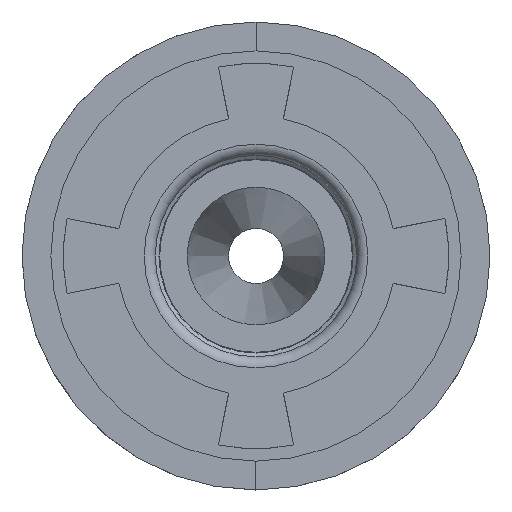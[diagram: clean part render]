
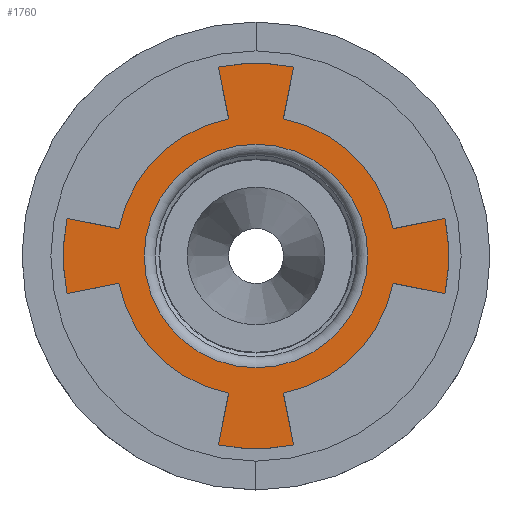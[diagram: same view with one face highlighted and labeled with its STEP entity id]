
A CAD part, left-side view. The second image highlights one B-rep face of the part: STEP entity #1760.
In plain terms, the highlighted planar face has unit normal (-1, 0, 0).
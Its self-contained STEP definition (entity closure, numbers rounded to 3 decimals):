
#1256=PLANE('',#3737);
#1431=LINE('',#6954,#1546);
#1438=LINE('',#6976,#1553);
#1445=LINE('',#6996,#1560);
#1451=LINE('',#7019,#1566);
#1468=LINE('',#7057,#1583);
#1473=LINE('',#7076,#1588);
#1474=LINE('',#7080,#1589);
#1475=LINE('',#7084,#1590);
#1546=VECTOR('',#4156,1.);
#1553=VECTOR('',#4175,1.);
#1560=VECTOR('',#4192,1.);
#1566=VECTOR('',#4220,1.);
#1583=VECTOR('',#4245,1.);
#1588=VECTOR('',#4264,1.);
#1589=VECTOR('',#4267,1.);
#1590=VECTOR('',#4272,1.);
#1760=ADVANCED_FACE('',(#1874,#1875),#1256,.T.);
#1874=FACE_BOUND('',#2043,.T.);
#1875=FACE_BOUND('',#2044,.T.);
#2043=EDGE_LOOP('',(#2647,#2648,#2649,#2650,#2651,#2652,#2653,#2654,#2655,
#2656,#2657,#2658,#2659,#2660,#2661,#2662));
#2044=EDGE_LOOP('',(#2663));
#2647=ORIENTED_EDGE('',*,*,#3336,.T.);
#2648=ORIENTED_EDGE('',*,*,#3362,.T.);
#2649=ORIENTED_EDGE('',*,*,#3323,.T.);
#2650=ORIENTED_EDGE('',*,*,#3363,.T.);
#2651=ORIENTED_EDGE('',*,*,#3364,.T.);
#2652=ORIENTED_EDGE('',*,*,#3365,.T.);
#2653=ORIENTED_EDGE('',*,*,#3366,.T.);
#2654=ORIENTED_EDGE('',*,*,#3367,.T.);
#2655=ORIENTED_EDGE('',*,*,#3355,.T.);
#2656=ORIENTED_EDGE('',*,*,#3368,.T.);
#2657=ORIENTED_EDGE('',*,*,#3302,.T.);
#2658=ORIENTED_EDGE('',*,*,#3276,.T.);
#2659=ORIENTED_EDGE('',*,*,#3369,.T.);
#2660=ORIENTED_EDGE('',*,*,#3370,.T.);
#2661=ORIENTED_EDGE('',*,*,#3313,.T.);
#2662=ORIENTED_EDGE('',*,*,#3371,.T.);
#2663=ORIENTED_EDGE('',*,*,#3360,.F.);
#2955=VERTEX_POINT('',#6894);
#2956=VERTEX_POINT('',#6896);
#2980=VERTEX_POINT('',#6955);
#2988=VERTEX_POINT('',#6975);
#2989=VERTEX_POINT('',#6977);
#2996=VERTEX_POINT('',#6995);
#2997=VERTEX_POINT('',#6997);
#3002=VERTEX_POINT('',#7018);
#3003=VERTEX_POINT('',#7020);
#3019=VERTEX_POINT('',#7056);
#3020=VERTEX_POINT('',#7058);
#3024=VERTEX_POINT('',#7068);
#3026=VERTEX_POINT('',#7075);
#3027=VERTEX_POINT('',#7077);
#3028=VERTEX_POINT('',#7079);
#3029=VERTEX_POINT('',#7081);
#3030=VERTEX_POINT('',#7085);
#3276=EDGE_CURVE('',#2956,#2955,#3483,.T.);
#3302=EDGE_CURVE('',#2980,#2956,#1431,.T.);
#3313=EDGE_CURVE('',#2989,#2988,#1438,.T.);
#3323=EDGE_CURVE('',#2997,#2996,#1445,.T.);
#3336=EDGE_CURVE('',#3003,#3002,#1451,.T.);
#3355=EDGE_CURVE('',#3020,#3019,#1468,.T.);
#3360=EDGE_CURVE('',#3024,#3024,#3513,.T.);
#3362=EDGE_CURVE('',#3002,#2997,#3515,.T.);
#3363=EDGE_CURVE('',#2996,#3026,#3516,.T.);
#3364=EDGE_CURVE('',#3026,#3027,#1473,.T.);
#3365=EDGE_CURVE('',#3027,#3028,#3517,.T.);
#3366=EDGE_CURVE('',#3028,#3029,#1474,.T.);
#3367=EDGE_CURVE('',#3029,#3020,#3518,.T.);
#3368=EDGE_CURVE('',#3019,#2980,#3519,.T.);
#3369=EDGE_CURVE('',#2955,#3030,#1475,.T.);
#3370=EDGE_CURVE('',#3030,#2989,#3520,.T.);
#3371=EDGE_CURVE('',#2988,#3003,#3521,.T.);
#3483=CIRCLE('',#3676,0.35);
#3513=CIRCLE('',#3726,0.203);
#3515=CIRCLE('',#3730,0.254);
#3516=CIRCLE('',#3731,0.35);
#3517=CIRCLE('',#3732,0.254);
#3518=CIRCLE('',#3733,0.35);
#3519=CIRCLE('',#3734,0.254);
#3520=CIRCLE('',#3735,0.254);
#3521=CIRCLE('',#3736,0.35);
#3676=AXIS2_PLACEMENT_3D('',#6895,#4098,#4099);
#3726=AXIS2_PLACEMENT_3D('',#7067,#4252,#4253);
#3730=AXIS2_PLACEMENT_3D('',#7073,#4260,#4261);
#3731=AXIS2_PLACEMENT_3D('',#7074,#4262,#4263);
#3732=AXIS2_PLACEMENT_3D('',#7078,#4265,#4266);
#3733=AXIS2_PLACEMENT_3D('',#7082,#4268,#4269);
#3734=AXIS2_PLACEMENT_3D('',#7083,#4270,#4271);
#3735=AXIS2_PLACEMENT_3D('',#7086,#4273,#4274);
#3736=AXIS2_PLACEMENT_3D('',#7087,#4275,#4276);
#3737=AXIS2_PLACEMENT_3D('',#7088,#4277,#4278);
#4098=DIRECTION('',(-1.,0.,0.));
#4099=DIRECTION('',(0.,-0.981,-0.195));
#4156=DIRECTION('',(0.,-0.981,-0.195));
#4175=DIRECTION('',(0.,-0.195,0.981));
#4192=DIRECTION('',(0.,0.981,0.195));
#4220=DIRECTION('',(0.,-0.195,-0.981));
#4245=DIRECTION('',(0.,0.195,0.981));
#4252=DIRECTION('',(-1.,0.,0.));
#4253=DIRECTION('',(0.,0.,1.));
#4260=DIRECTION('',(-1.,0.,0.));
#4261=DIRECTION('',(0.,-1.,0.));
#4262=DIRECTION('',(-1.,0.,0.));
#4263=DIRECTION('',(0.,0.981,0.195));
#4264=DIRECTION('',(0.,-0.981,0.195));
#4265=DIRECTION('',(-1.,0.,0.));
#4266=DIRECTION('',(0.,-1.,0.));
#4267=DIRECTION('',(0.,0.195,-0.981));
#4268=DIRECTION('',(-1.,0.,0.));
#4269=DIRECTION('',(0.,0.195,-0.981));
#4270=DIRECTION('',(-1.,0.,0.));
#4271=DIRECTION('',(0.,-1.,0.));
#4272=DIRECTION('',(0.,0.981,-0.195));
#4273=DIRECTION('',(-1.,0.,0.));
#4274=DIRECTION('',(0.,-1.,0.));
#4275=DIRECTION('',(-1.,0.,0.));
#4276=DIRECTION('',(0.,-0.195,0.981));
#4277=DIRECTION('',(-1.,0.,0.));
#4278=DIRECTION('',(0.,0.,1.));
#6894=CARTESIAN_POINT('',(-2.525,-0.343,0.068));
#6895=CARTESIAN_POINT('',(-2.525,0.,0.));
#6896=CARTESIAN_POINT('',(-2.525,-0.343,-0.068));
#6954=CARTESIAN_POINT('',(-2.525,-0.249,-0.05));
#6955=CARTESIAN_POINT('',(-2.525,-0.249,-0.05));
#6975=CARTESIAN_POINT('',(-2.525,-0.068,0.343));
#6976=CARTESIAN_POINT('',(-2.525,-0.05,0.249));
#6977=CARTESIAN_POINT('',(-2.525,-0.05,0.249));
#6995=CARTESIAN_POINT('',(-2.525,0.343,0.068));
#6996=CARTESIAN_POINT('',(-2.525,0.249,0.05));
#6997=CARTESIAN_POINT('',(-2.525,0.249,0.05));
#7018=CARTESIAN_POINT('',(-2.525,0.05,0.249));
#7019=CARTESIAN_POINT('',(-2.525,0.068,0.343));
#7020=CARTESIAN_POINT('',(-2.525,0.068,0.343));
#7056=CARTESIAN_POINT('',(-2.525,-0.05,-0.249));
#7057=CARTESIAN_POINT('',(-2.525,-0.068,-0.343));
#7058=CARTESIAN_POINT('',(-2.525,-0.068,-0.343));
#7067=CARTESIAN_POINT('',(-2.525,0.,0.));
#7068=CARTESIAN_POINT('',(-2.525,0.,-0.203));
#7073=CARTESIAN_POINT('',(-2.525,0.,0.));
#7074=CARTESIAN_POINT('',(-2.525,0.,0.));
#7075=CARTESIAN_POINT('',(-2.525,0.343,-0.068));
#7076=CARTESIAN_POINT('',(-2.525,0.343,-0.068));
#7077=CARTESIAN_POINT('',(-2.525,0.249,-0.05));
#7078=CARTESIAN_POINT('',(-2.525,0.,0.));
#7079=CARTESIAN_POINT('',(-2.525,0.05,-0.249));
#7080=CARTESIAN_POINT('',(-2.525,0.05,-0.249));
#7081=CARTESIAN_POINT('',(-2.525,0.068,-0.343));
#7082=CARTESIAN_POINT('',(-2.525,0.,0.));
#7083=CARTESIAN_POINT('',(-2.525,0.,0.));
#7084=CARTESIAN_POINT('',(-2.525,-0.343,0.068));
#7085=CARTESIAN_POINT('',(-2.525,-0.249,0.05));
#7086=CARTESIAN_POINT('',(-2.525,0.,0.));
#7087=CARTESIAN_POINT('',(-2.525,0.,0.));
#7088=CARTESIAN_POINT('',(-2.525,0.,0.));
